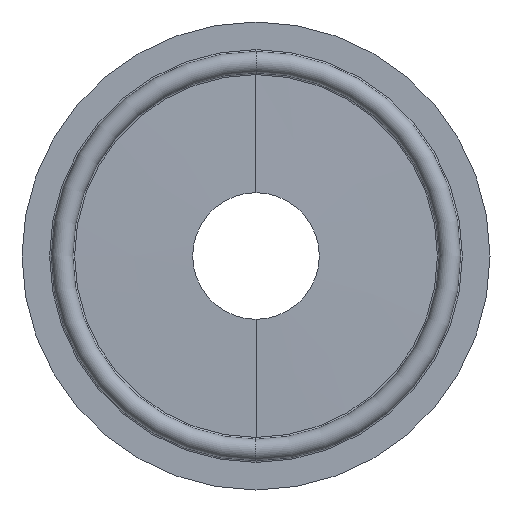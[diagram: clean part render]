
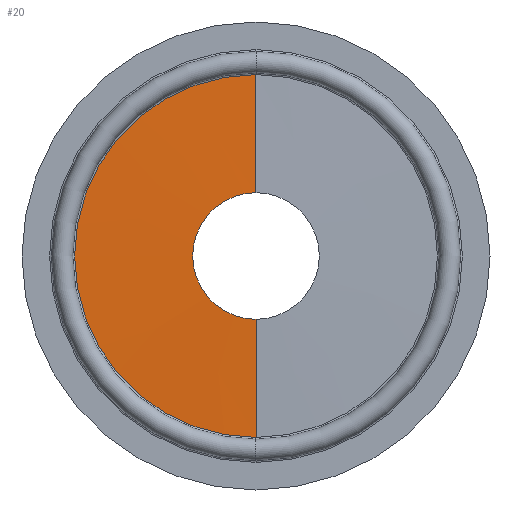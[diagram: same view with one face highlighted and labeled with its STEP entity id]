
A CAD part, left-side view. The second image highlights one B-rep face of the part: STEP entity #20.
In plain terms, the highlighted conical face has half-angle 89 degrees and reference radius 20.55 mm.
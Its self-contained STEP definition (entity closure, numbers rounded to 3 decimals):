
#20 = ADVANCED_FACE ( 'NONE', ( #863 ), #751, .T. ) ;
#35 = LINE ( 'NONE', #723, #148 ) ;
#46 = EDGE_CURVE ( 'NONE', #217, #859, #213, .T. ) ;
#83 = DIRECTION ( 'NONE',  ( -1., 0., 0. ) ) ;
#104 = ORIENTED_EDGE ( 'NONE', *, *, #775, .T. ) ;
#115 = DIRECTION ( 'NONE',  ( -1., 0., 0. ) ) ;
#148 = VECTOR ( 'NONE', #319, 1000. ) ;
#201 = CARTESIAN_POINT ( 'NONE',  ( -1.05, 0., -7.1 ) ) ;
#213 = CIRCLE ( 'NONE', #321, 7.1 ) ;
#217 = VERTEX_POINT ( 'NONE', #566 ) ;
#253 = CARTESIAN_POINT ( 'NONE',  ( -1.05, 0., 0. ) ) ;
#298 = CARTESIAN_POINT ( 'NONE',  ( -0.819, 0., -20.347 ) ) ;
#319 = DIRECTION ( 'NONE',  ( 0.017, 0., 1. ) ) ;
#321 = AXIS2_PLACEMENT_3D ( 'NONE', #253, #115, #535 ) ;
#329 = DIRECTION ( 'NONE',  ( 0.017, 0., -1. ) ) ;
#346 = ORIENTED_EDGE ( 'NONE', *, *, #388, .T. ) ;
#388 = EDGE_CURVE ( 'NONE', #485, #634, #743, .T. ) ;
#394 = LINE ( 'NONE', #666, #702 ) ;
#422 = ORIENTED_EDGE ( 'NONE', *, *, #46, .F. ) ;
#485 = VERTEX_POINT ( 'NONE', #752 ) ;
#535 = DIRECTION ( 'NONE',  ( 0., 0., 1. ) ) ;
#547 = DIRECTION ( 'NONE',  ( 0., 0., -1. ) ) ;
#566 = CARTESIAN_POINT ( 'NONE',  ( -1.05, 0., 7.1 ) ) ;
#580 = CARTESIAN_POINT ( 'NONE',  ( -0.819, 0., 0. ) ) ;
#634 = VERTEX_POINT ( 'NONE', #298 ) ;
#666 = CARTESIAN_POINT ( 'NONE',  ( -0.815, 0., -20.55 ) ) ;
#702 = VECTOR ( 'NONE', #329, 1000. ) ;
#723 = CARTESIAN_POINT ( 'NONE',  ( -0.815, 0., 20.55 ) ) ;
#728 = AXIS2_PLACEMENT_3D ( 'NONE', #580, #83, #857 ) ;
#739 = CARTESIAN_POINT ( 'NONE',  ( -0.815, 0., 0. ) ) ;
#743 = CIRCLE ( 'NONE', #728, 20.347 ) ;
#747 = EDGE_CURVE ( 'NONE', #859, #634, #394, .T. ) ;
#748 = DIRECTION ( 'NONE',  ( 1., 0., 0. ) ) ;
#751 = CONICAL_SURFACE ( 'NONE', #846, 20.55, 1.553 ) ;
#752 = CARTESIAN_POINT ( 'NONE',  ( -0.819, 0., 20.347 ) ) ;
#775 = EDGE_CURVE ( 'NONE', #217, #485, #35, .T. ) ;
#777 = EDGE_LOOP ( 'NONE', ( #422, #104, #346, #781 ) ) ;
#781 = ORIENTED_EDGE ( 'NONE', *, *, #747, .F. ) ;
#846 = AXIS2_PLACEMENT_3D ( 'NONE', #739, #748, #547 ) ;
#857 = DIRECTION ( 'NONE',  ( 0., 0., -1. ) ) ;
#859 = VERTEX_POINT ( 'NONE', #201 ) ;
#863 = FACE_OUTER_BOUND ( 'NONE', #777, .T. ) ;
